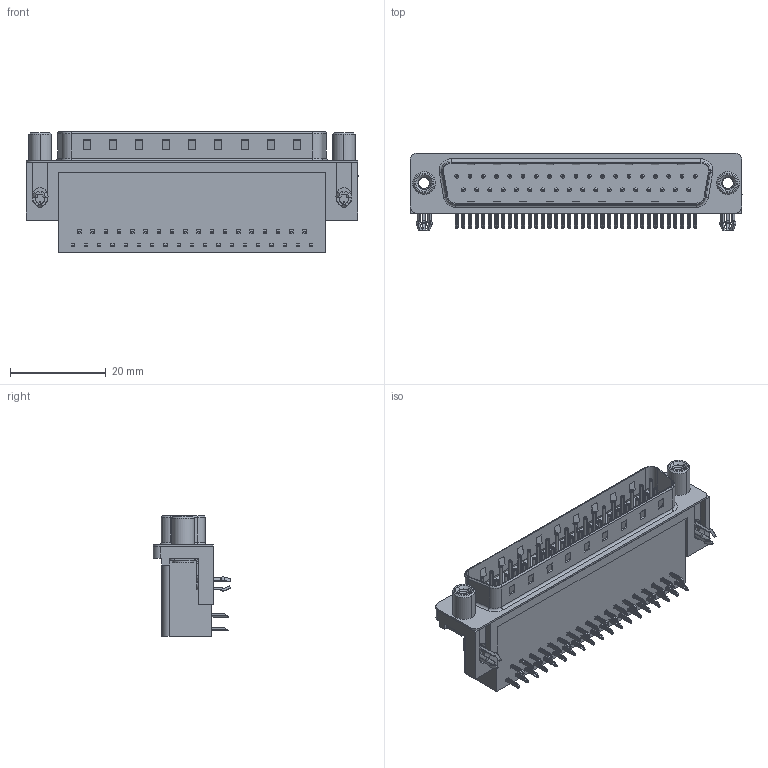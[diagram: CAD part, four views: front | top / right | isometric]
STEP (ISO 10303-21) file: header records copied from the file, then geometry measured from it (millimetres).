
FILE_DESCRIPTION (( 'STEP AP203' ), '1' );
FILE_NAME ('625-037-262-540.STEP', '2018-11-06T04:58:49', ( '' ), ( '' ), 'SwSTEP 2.0', 'SolidWorks 2016', '' );
FILE_SCHEMA (( 'CONFIG_CONTROL_DESIGN' ));
Length unit declared in the file: millimetre
Products named in the file (7): 625 3 Prong Board Lock; 625 Round Threaded Standoff; 625-037-262-540; 625 Housing_37 Socket; 625 Shell_37 Socket; 625 Contact Bottom; 625 Contact Top
Assembly tree (43 placements, depth 2):
  625-037-262-540
    625 Housing_37 Socket
    625 Shell_37 Socket
    625 Contact Bottom  x18
    625 Contact Top  x19
    625 3 Prong Board Lock  x2
    625 Round Threaded Standoff  x2
Bounding box: 69.4 x 16.25 x 25.16 mm (x, y, z)
Volume: 12699.6 mm3; surface area: 12014.2 mm2
Topology: 43 solids, 43 shells, 3299 faces, 8217 edges, 5083 vertices
Faces by surface type: plane 2043, cylinder 931, torus 261, cone 48, bspline 16
Entity records: 28765 total; most frequent: CARTESIAN_POINT 6327, DIRECTION 4354, ORIENTED_EDGE 4216, EDGE_CURVE 2108, LINE 1486, VECTOR 1486, AXIS2_PLACEMENT_3D 1434, VERTEX_POINT 1363
